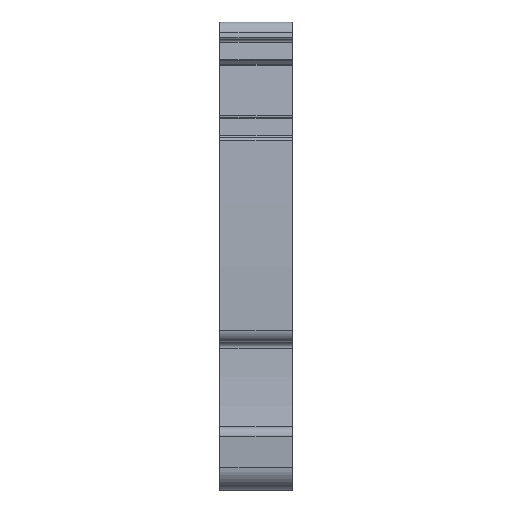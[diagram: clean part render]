
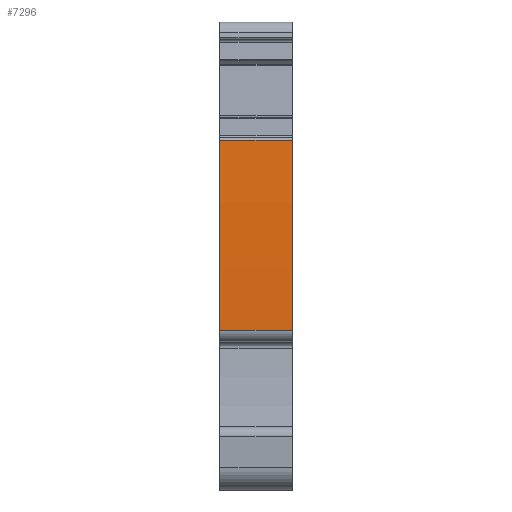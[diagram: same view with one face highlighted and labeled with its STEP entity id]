
A CAD part, front view. The second image highlights one B-rep face of the part: STEP entity #7296.
In plain terms, the highlighted cylindrical face has radius 198.503 mm (diameter 397.006 mm), a partial arc.
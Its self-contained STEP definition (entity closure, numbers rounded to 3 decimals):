
#1804=AXIS2_PLACEMENT_3D('Circle Axis2P3D',#1802,#1803,$) ;
#1811=AXIS2_PLACEMENT_3D('Circle Axis2P3D',#1809,#1810,$) ;
#6362=AXIS2_PLACEMENT_3D('Cylinder Axis2P3D',#6359,#6360,#6361) ;
#7278=AXIS2_PLACEMENT_3D('Circle Axis2P3D',#7276,#7277,$) ;
#7285=AXIS2_PLACEMENT_3D('Circle Axis2P3D',#7283,#7284,$) ;
#1799=CARTESIAN_POINT('Vertex',(0.,1.529,13.435)) ;
#1802=CARTESIAN_POINT('Axis2P3D Location',(0.,199.229,16.489)) ;
#1806=CARTESIAN_POINT('Vertex',(0.,1.528,13.45)) ;
#1809=CARTESIAN_POINT('Axis2P3D Location',(0.,200.008,16.501)) ;
#1813=CARTESIAN_POINT('Vertex',(0.,1.929,29.464)) ;
#6359=CARTESIAN_POINT('Axis2P3D Location',(3.05,200.008,16.501)) ;
#7248=CARTESIAN_POINT('Line Origine',(3.05,1.929,29.464)) ;
#7252=CARTESIAN_POINT('Vertex',(6.1,1.929,29.464)) ;
#7269=CARTESIAN_POINT('Line Origine',(3.05,1.529,13.435)) ;
#7273=CARTESIAN_POINT('Vertex',(6.1,1.529,13.435)) ;
#7276=CARTESIAN_POINT('Axis2P3D Location',(6.1,200.008,16.501)) ;
#7280=CARTESIAN_POINT('Vertex',(6.1,1.528,13.45)) ;
#7283=CARTESIAN_POINT('Axis2P3D Location',(6.1,200.008,16.501)) ;
#1803=DIRECTION('Axis2P3D Direction',(1.,0.,0.)) ;
#1810=DIRECTION('Axis2P3D Direction',(1.,0.,0.)) ;
#6360=DIRECTION('Axis2P3D Direction',(1.,0.,0.)) ;
#6361=DIRECTION('Axis2P3D XDirection',(0.,-0.994,0.111)) ;
#7249=DIRECTION('Vector Direction',(1.,0.,0.)) ;
#7270=DIRECTION('Vector Direction',(1.,0.,0.)) ;
#7277=DIRECTION('Axis2P3D Direction',(1.,0.,0.)) ;
#7284=DIRECTION('Axis2P3D Direction',(1.,0.,0.)) ;
#7250=VECTOR('Line Direction',#7249,1.) ;
#7271=VECTOR('Line Direction',#7270,1.) ;
#7289=ORIENTED_EDGE('',*,*,#7254,.F.) ;
#7290=ORIENTED_EDGE('',*,*,#1815,.T.) ;
#7291=ORIENTED_EDGE('',*,*,#1808,.T.) ;
#7292=ORIENTED_EDGE('',*,*,#7275,.T.) ;
#7293=ORIENTED_EDGE('',*,*,#7282,.F.) ;
#7294=ORIENTED_EDGE('',*,*,#7287,.F.) ;
#7296=ADVANCED_FACE('MLD_1',(#7295),#6363,.T.) ;
#1805=CIRCLE('generated circle',#1804,197.724) ;
#1812=CIRCLE('generated circle',#1811,198.503) ;
#7279=CIRCLE('generated circle',#7278,198.503) ;
#7286=CIRCLE('generated circle',#7285,198.503) ;
#6363=CYLINDRICAL_SURFACE('generated cylinder',#6362,198.503) ;
#1808=EDGE_CURVE('',#1807,#1800,#1805,.T.) ;
#1815=EDGE_CURVE('',#1814,#1807,#1812,.T.) ;
#7254=EDGE_CURVE('',#1814,#7253,#7251,.T.) ;
#7275=EDGE_CURVE('',#1800,#7274,#7272,.T.) ;
#7282=EDGE_CURVE('',#7281,#7274,#7279,.T.) ;
#7287=EDGE_CURVE('',#7253,#7281,#7286,.T.) ;
#7288=EDGE_LOOP('',(#7289,#7290,#7291,#7292,#7293,#7294)) ;
#7295=FACE_OUTER_BOUND('',#7288,.T.) ;
#7251=LINE('Line',#7248,#7250) ;
#7272=LINE('Line',#7269,#7271) ;
#1800=VERTEX_POINT('',#1799) ;
#1807=VERTEX_POINT('',#1806) ;
#1814=VERTEX_POINT('',#1813) ;
#7253=VERTEX_POINT('',#7252) ;
#7274=VERTEX_POINT('',#7273) ;
#7281=VERTEX_POINT('',#7280) ;
